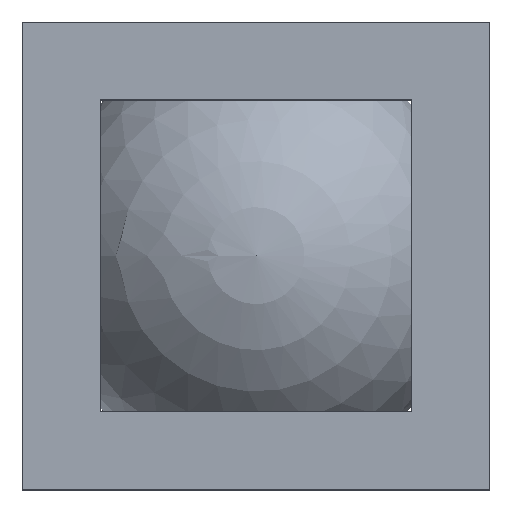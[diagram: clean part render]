
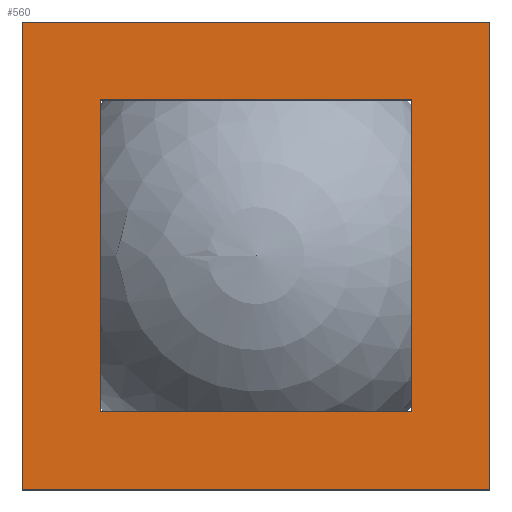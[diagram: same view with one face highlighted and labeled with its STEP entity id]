
A CAD part, top view. The second image highlights one B-rep face of the part: STEP entity #560.
In plain terms, the highlighted planar face has unit normal (0, 0, 1).
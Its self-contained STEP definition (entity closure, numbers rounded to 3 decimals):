
#27=FACE_BOUND('',#93,.T.);
#57=FACE_OUTER_BOUND('',#92,.T.);
#92=EDGE_LOOP('',(#484,#485,#486,#487));
#93=EDGE_LOOP('',(#488,#489,#490,#491));
#128=LINE('',#820,#200);
#137=LINE('',#838,#209);
#154=LINE('',#867,#226);
#155=LINE('',#869,#227);
#159=LINE('',#879,#231);
#162=LINE('',#885,#234);
#165=LINE('',#891,#237);
#168=LINE('',#895,#240);
#200=VECTOR('',#669,10.);
#209=VECTOR('',#684,10.);
#226=VECTOR('',#717,10.);
#227=VECTOR('',#720,10.);
#231=VECTOR('',#728,10.);
#234=VECTOR('',#733,10.);
#237=VECTOR('',#738,10.);
#240=VECTOR('',#743,10.);
#261=VERTEX_POINT('',#817);
#262=VERTEX_POINT('',#819);
#267=VERTEX_POINT('',#835);
#268=VERTEX_POINT('',#837);
#275=VERTEX_POINT('',#876);
#276=VERTEX_POINT('',#878);
#278=VERTEX_POINT('',#884);
#280=VERTEX_POINT('',#890);
#314=EDGE_CURVE('',#262,#261,#128,.T.);
#323=EDGE_CURVE('',#268,#267,#137,.T.);
#340=EDGE_CURVE('',#267,#262,#154,.T.);
#341=EDGE_CURVE('',#261,#268,#155,.T.);
#345=EDGE_CURVE('',#276,#275,#159,.T.);
#348=EDGE_CURVE('',#278,#276,#162,.T.);
#351=EDGE_CURVE('',#280,#278,#165,.T.);
#354=EDGE_CURVE('',#275,#280,#168,.T.);
#484=ORIENTED_EDGE('',*,*,#354,.T.);
#485=ORIENTED_EDGE('',*,*,#351,.T.);
#486=ORIENTED_EDGE('',*,*,#348,.T.);
#487=ORIENTED_EDGE('',*,*,#345,.T.);
#488=ORIENTED_EDGE('',*,*,#323,.T.);
#489=ORIENTED_EDGE('',*,*,#340,.T.);
#490=ORIENTED_EDGE('',*,*,#314,.T.);
#491=ORIENTED_EDGE('',*,*,#341,.T.);
#530=PLANE('',#607);
#560=ADVANCED_FACE('',(#57,#27),#530,.T.);
#607=AXIS2_PLACEMENT_3D('',#896,#744,#745);
#669=DIRECTION('',(1.,0.,0.));
#684=DIRECTION('',(-1.,0.,0.));
#717=DIRECTION('',(0.,1.,0.));
#720=DIRECTION('',(0.,-1.,0.));
#728=DIRECTION('',(0.,-1.,0.));
#733=DIRECTION('',(-1.,0.,0.));
#738=DIRECTION('',(0.,1.,0.));
#743=DIRECTION('',(1.,0.,0.));
#744=DIRECTION('center_axis',(0.,0.,1.));
#745=DIRECTION('ref_axis',(1.,0.,0.));
#817=CARTESIAN_POINT('',(5.,5.,15.));
#819=CARTESIAN_POINT('',(-5.,5.,15.));
#820=CARTESIAN_POINT('',(-5.,5.,15.));
#835=CARTESIAN_POINT('',(-5.,-5.,15.));
#837=CARTESIAN_POINT('',(5.,-5.,15.));
#838=CARTESIAN_POINT('',(5.,-5.,15.));
#867=CARTESIAN_POINT('',(-5.,-5.,15.));
#869=CARTESIAN_POINT('',(5.,5.,15.));
#876=CARTESIAN_POINT('',(-7.5,-7.5,15.));
#878=CARTESIAN_POINT('',(-7.5,7.5,15.));
#879=CARTESIAN_POINT('',(-7.5,-7.5,15.));
#884=CARTESIAN_POINT('',(7.5,7.5,15.));
#885=CARTESIAN_POINT('',(-7.5,7.5,15.));
#890=CARTESIAN_POINT('',(7.5,-7.5,15.));
#891=CARTESIAN_POINT('',(7.5,7.5,15.));
#895=CARTESIAN_POINT('',(7.5,-7.5,15.));
#896=CARTESIAN_POINT('Origin',(0.,0.,15.));
